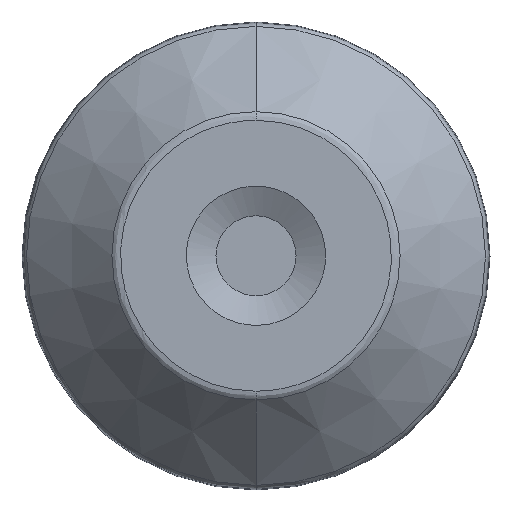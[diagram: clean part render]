
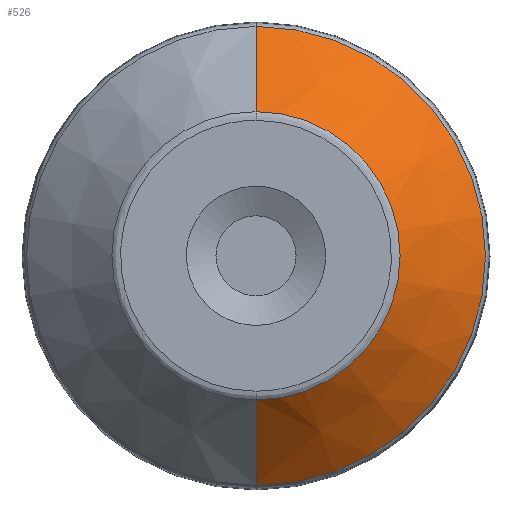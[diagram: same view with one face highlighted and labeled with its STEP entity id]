
A CAD part, top view. The second image highlights one B-rep face of the part: STEP entity #526.
In plain terms, the highlighted conical face has half-angle 45 degrees and reference radius 37.269 mm.
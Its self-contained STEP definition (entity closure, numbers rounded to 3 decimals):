
#1 = CARTESIAN_POINT ( 'NONE',  ( 0., 0., 5.551 ) ) ;
#55 = CARTESIAN_POINT ( 'NONE',  ( 0., -23.406, 19.414 ) ) ;
#57 = CARTESIAN_POINT ( 'NONE',  ( 0., 0., 5.551 ) ) ;
#72 = EDGE_CURVE ( 'NONE', #830, #882, #407, .T. ) ;
#134 = CARTESIAN_POINT ( 'NONE',  ( 0., -37.269, 5.551 ) ) ;
#165 = CARTESIAN_POINT ( 'NONE',  ( 0., 37.269, 5.551 ) ) ;
#230 = EDGE_CURVE ( 'NONE', #272, #882, #317, .T. ) ;
#272 = VERTEX_POINT ( 'NONE', #624 ) ;
#295 = VECTOR ( 'NONE', #823, 1000. ) ;
#317 = CIRCLE ( 'NONE', #335, 37.269 ) ;
#324 = CONICAL_SURFACE ( 'NONE', #496, 37.269, 0.785 ) ;
#335 = AXIS2_PLACEMENT_3D ( 'NONE', #57, #345, #488 ) ;
#345 = DIRECTION ( 'NONE',  ( 0., 0., 1. ) ) ;
#394 = AXIS2_PLACEMENT_3D ( 'NONE', #864, #568, #875 ) ;
#407 = LINE ( 'NONE', #816, #295 ) ;
#437 = CARTESIAN_POINT ( 'NONE',  ( 0., 23.406, 19.414 ) ) ;
#454 = FACE_OUTER_BOUND ( 'NONE', #606, .T. ) ;
#470 = EDGE_CURVE ( 'NONE', #483, #272, #703, .T. ) ;
#483 = VERTEX_POINT ( 'NONE', #55 ) ;
#488 = DIRECTION ( 'NONE',  ( 0., 1., 0. ) ) ;
#496 = AXIS2_PLACEMENT_3D ( 'NONE', #1, #919, #858 ) ;
#522 = DIRECTION ( 'NONE',  ( 0., -0.707, -0.707 ) ) ;
#526 = ADVANCED_FACE ( 'NONE', ( #454 ), #324, .T. ) ;
#568 = DIRECTION ( 'NONE',  ( 0., 0., -1. ) ) ;
#606 = EDGE_LOOP ( 'NONE', ( #770, #659, #715, #891 ) ) ;
#624 = CARTESIAN_POINT ( 'NONE',  ( 0., -37.269, 5.551 ) ) ;
#629 = CIRCLE ( 'NONE', #394, 23.406 ) ;
#659 = ORIENTED_EDGE ( 'NONE', *, *, #470, .T. ) ;
#703 = LINE ( 'NONE', #134, #784 ) ;
#715 = ORIENTED_EDGE ( 'NONE', *, *, #230, .T. ) ;
#764 = EDGE_CURVE ( 'NONE', #830, #483, #629, .T. ) ;
#770 = ORIENTED_EDGE ( 'NONE', *, *, #764, .T. ) ;
#784 = VECTOR ( 'NONE', #522, 1000. ) ;
#816 = CARTESIAN_POINT ( 'NONE',  ( 0., 37.269, 5.551 ) ) ;
#823 = DIRECTION ( 'NONE',  ( 0., 0.707, -0.707 ) ) ;
#830 = VERTEX_POINT ( 'NONE', #437 ) ;
#858 = DIRECTION ( 'NONE',  ( 0., 1., 0. ) ) ;
#864 = CARTESIAN_POINT ( 'NONE',  ( 0., 0., 19.414 ) ) ;
#875 = DIRECTION ( 'NONE',  ( 0., 1., 0. ) ) ;
#882 = VERTEX_POINT ( 'NONE', #165 ) ;
#891 = ORIENTED_EDGE ( 'NONE', *, *, #72, .F. ) ;
#919 = DIRECTION ( 'NONE',  ( 0., 0., -1. ) ) ;
